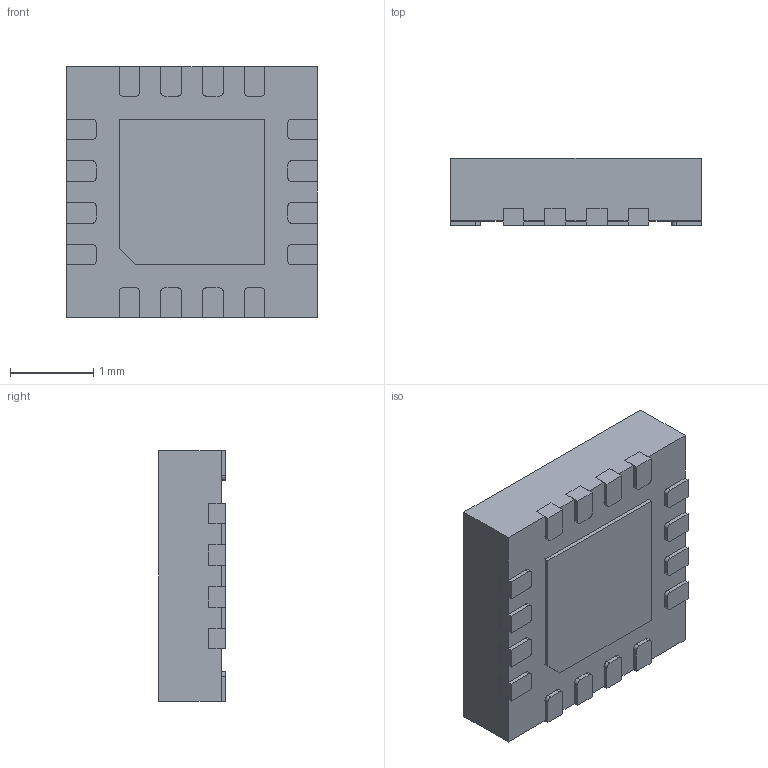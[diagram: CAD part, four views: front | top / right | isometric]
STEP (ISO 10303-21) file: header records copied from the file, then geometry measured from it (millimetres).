
FILE_DESCRIPTION (( 'STEP AP214' ), '1' );
FILE_NAME ('CH343P.STEP', '2025-07-09T18:53:54', ( '' ), ( '' ), 'SwSTEP 2.0', 'SolidWorks 2021', '' );
FILE_SCHEMA (( 'AUTOMOTIVE_DESIGN' ));
Length unit declared in the file: millimetre
Products named in the file (1): CH343P
Bounding box: 3 x 0.8 x 3 mm (x, y, z)
Volume: 7 mm3; surface area: 43.7 mm2
Topology: 19 solids, 19 shells, 250 faces, 630 edges, 420 vertices
Faces by surface type: plane 182, cylinder 68
Entity records: 7666 total; most frequent: CARTESIAN_POINT 1301, DIRECTION 1268, ORIENTED_EDGE 1260, EDGE_CURVE 630, LINE 494, VECTOR 494, VERTEX_POINT 420, AXIS2_PLACEMENT_3D 387
